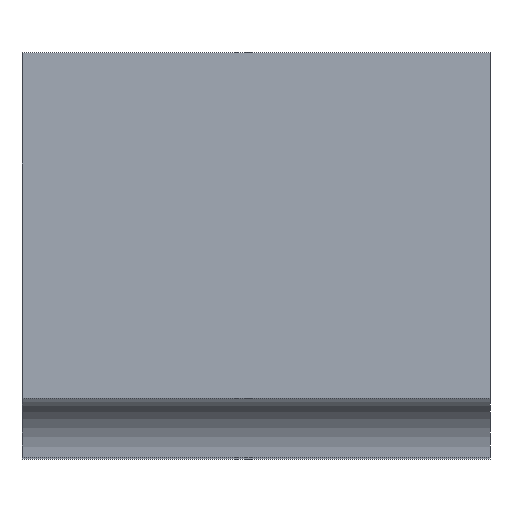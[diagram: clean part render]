
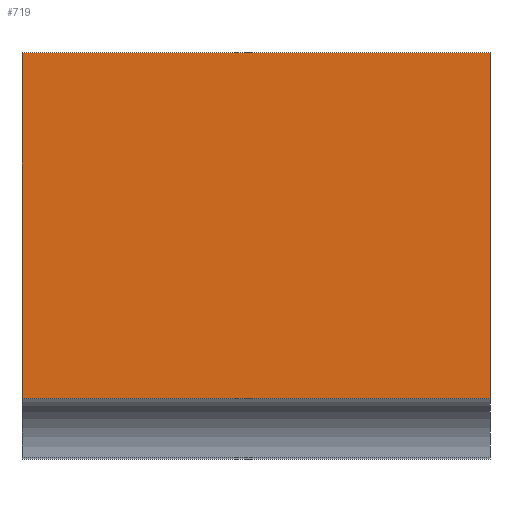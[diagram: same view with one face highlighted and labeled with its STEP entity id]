
A CAD part, front view. The second image highlights one B-rep face of the part: STEP entity #719.
In plain terms, the highlighted planar face has unit normal (0, -1, 0).
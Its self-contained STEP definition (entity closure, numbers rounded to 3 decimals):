
#73=FACE_OUTER_BOUND('',#109,.T.);
#109=EDGE_LOOP('',(#649,#650,#651,#652));
#163=LINE('',#1116,#249);
#175=LINE('',#1135,#261);
#195=LINE('',#1181,#281);
#196=LINE('',#1184,#282);
#249=VECTOR('',#905,10.);
#261=VECTOR('',#929,10.);
#281=VECTOR('',#971,10.);
#282=VECTOR('',#976,10.);
#333=VERTEX_POINT('',#1113);
#334=VERTEX_POINT('',#1115);
#335=VERTEX_POINT('',#1134);
#350=VERTEX_POINT('',#1179);
#415=EDGE_CURVE('',#333,#334,#163,.T.);
#427=EDGE_CURVE('',#335,#334,#175,.T.);
#451=EDGE_CURVE('',#350,#333,#195,.T.);
#452=EDGE_CURVE('',#335,#350,#196,.T.);
#649=ORIENTED_EDGE('',*,*,#452,.F.);
#650=ORIENTED_EDGE('',*,*,#427,.T.);
#651=ORIENTED_EDGE('',*,*,#415,.F.);
#652=ORIENTED_EDGE('',*,*,#451,.F.);
#683=PLANE('',#785);
#719=ADVANCED_FACE('',(#73),#683,.T.);
#785=AXIS2_PLACEMENT_3D('',#1183,#974,#975);
#905=DIRECTION('',(1.,0.,0.));
#929=DIRECTION('',(0.,0.,1.));
#971=DIRECTION('',(0.,0.,1.));
#974=DIRECTION('center_axis',(0.,-1.,0.));
#975=DIRECTION('ref_axis',(1.,0.,0.));
#976=DIRECTION('',(-1.,0.,0.));
#1113=CARTESIAN_POINT('',(-7.49,-7.22,11.05));
#1115=CARTESIAN_POINT('',(7.49,-7.22,11.05));
#1116=CARTESIAN_POINT('',(7.49,-7.22,11.05));
#1134=CARTESIAN_POINT('',(7.49,-7.22,0.));
#1135=CARTESIAN_POINT('',(7.49,-7.22,0.));
#1179=CARTESIAN_POINT('',(-7.49,-7.22,0.));
#1181=CARTESIAN_POINT('',(-7.49,-7.22,0.));
#1183=CARTESIAN_POINT('Origin',(-7.49,-7.22,0.));
#1184=CARTESIAN_POINT('',(7.49,-7.22,0.));
